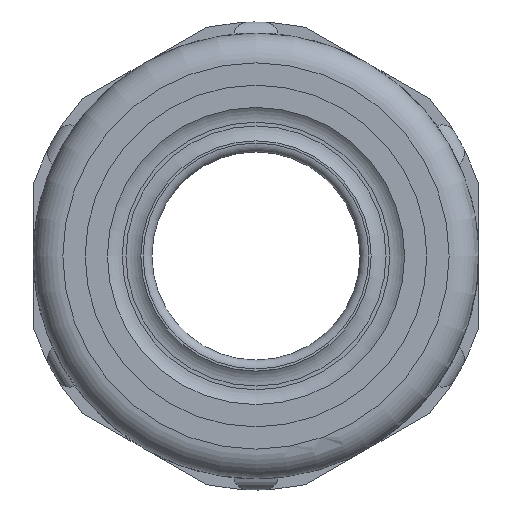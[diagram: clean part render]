
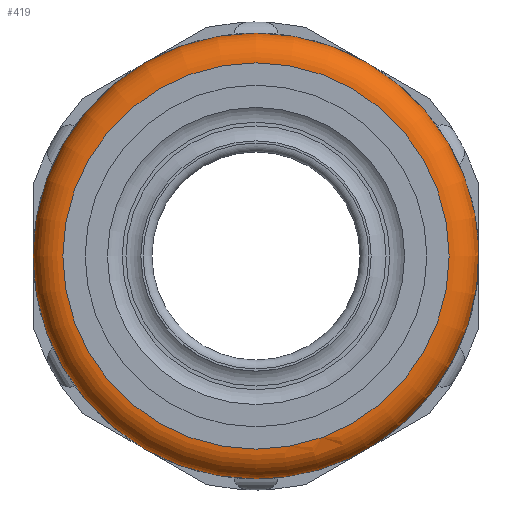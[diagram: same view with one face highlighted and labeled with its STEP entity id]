
A CAD part, front view. The second image highlights one B-rep face of the part: STEP entity #419.
In plain terms, the highlighted toroidal (fillet/blend) face has major radius 13 mm and minor radius 2 mm.
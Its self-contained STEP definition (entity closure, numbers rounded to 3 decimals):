
#419=ADVANCED_FACE('',(#1520,#1522),#1524,.T.);
#1520=FACE_BOUND('',#1521,.T.);
#1521=EDGE_LOOP('',(#2439,#2440,#2441));
#1522=FACE_BOUND('',#1523,.T.);
#1523=EDGE_LOOP('',(#2442,#2443));
#1524=TOROIDAL_SURFACE('',#1525,13.,2.);
#1525=AXIS2_PLACEMENT_3D('',#1526,#1527,#1528);
#1526=CARTESIAN_POINT('',(0.,-15.03,0.));
#1527=DIRECTION('',(0.,-1.,-0.));
#1528=DIRECTION('',(0.,0.,1.));
#2439=ORIENTED_EDGE('',*,*,#2929,.T.);
#2440=ORIENTED_EDGE('',*,*,#2928,.T.);
#2441=ORIENTED_EDGE('',*,*,#2927,.T.);
#2442=ORIENTED_EDGE('',*,*,#2951,.F.);
#2443=ORIENTED_EDGE('',*,*,#2952,.F.);
#2927=EDGE_CURVE('',#3290,#3291,#3292,.T.);
#2928=EDGE_CURVE('',#3293,#3290,#3294,.T.);
#2929=EDGE_CURVE('',#3291,#3293,#3295,.T.);
#2951=EDGE_CURVE('',#3330,#3331,#3332,.T.);
#2952=EDGE_CURVE('',#3331,#3330,#3333,.T.);
#3290=VERTEX_POINT('',#4034);
#3291=VERTEX_POINT('',#4035);
#3292=CIRCLE('',#4036,15.);
#3293=VERTEX_POINT('',#4040);
#3294=CIRCLE('',#4041,15.);
#3295=CIRCLE('',#4045,15.);
#3330=VERTEX_POINT('',#4152);
#3331=VERTEX_POINT('',#4153);
#3332=CIRCLE('',#4154,13.);
#3333=CIRCLE('',#4158,13.);
#4034=CARTESIAN_POINT('',(0.,-15.03,-15.));
#4035=CARTESIAN_POINT('',(8.141,-15.03,-12.599));
#4036=AXIS2_PLACEMENT_3D('',#4037,#4038,#4039);
#4037=CARTESIAN_POINT('',(0.,-15.03,0.));
#4038=DIRECTION('',(0.,-1.,0.));
#4039=DIRECTION('',(0.,0.,-1.));
#4040=CARTESIAN_POINT('',(0.,-15.03,15.));
#4041=AXIS2_PLACEMENT_3D('',#4042,#4043,#4044);
#4042=CARTESIAN_POINT('',(0.,-15.03,0.));
#4043=DIRECTION('',(0.,-1.,0.));
#4044=DIRECTION('',(0.,0.,1.));
#4045=AXIS2_PLACEMENT_3D('',#4046,#4047,#4048);
#4046=CARTESIAN_POINT('',(0.,-15.03,0.));
#4047=DIRECTION('',(0.,-1.,0.));
#4048=DIRECTION('',(0.543,0.,-0.84));
#4152=CARTESIAN_POINT('',(0.,-17.03,-13.));
#4153=CARTESIAN_POINT('',(0.,-17.03,13.));
#4154=AXIS2_PLACEMENT_3D('',#4155,#4156,#4157);
#4155=CARTESIAN_POINT('',(0.,-17.03,0.));
#4156=DIRECTION('',(0.,-1.,0.));
#4157=DIRECTION('',(0.,0.,-1.));
#4158=AXIS2_PLACEMENT_3D('',#4159,#4160,#4161);
#4159=CARTESIAN_POINT('',(0.,-17.03,0.));
#4160=DIRECTION('',(0.,-1.,0.));
#4161=DIRECTION('',(0.,0.,1.));
